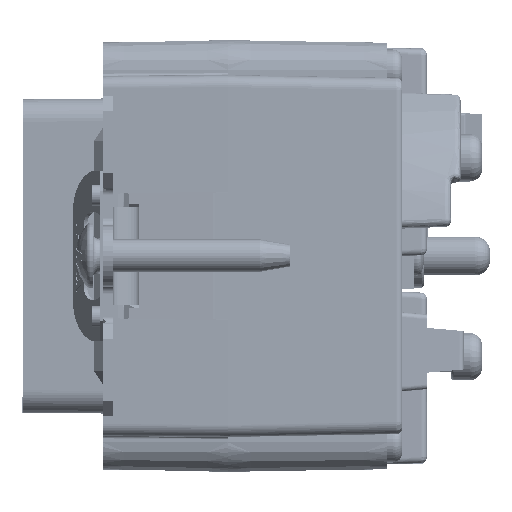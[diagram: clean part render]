
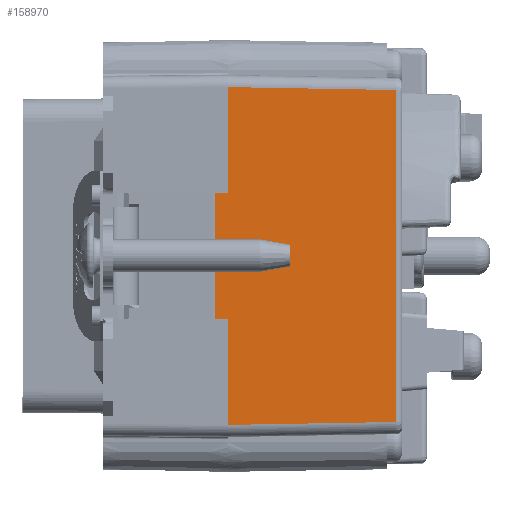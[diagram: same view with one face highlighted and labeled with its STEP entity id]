
A CAD part, left-side view. The second image highlights one B-rep face of the part: STEP entity #158970.
In plain terms, the highlighted planar face has unit normal (-1, -0.018, 0).
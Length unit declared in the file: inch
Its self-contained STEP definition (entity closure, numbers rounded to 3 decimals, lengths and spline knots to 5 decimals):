
#4124 = CARTESIAN_POINT ( 'NONE',  ( -1.27808, 0.496, 0.69496 ) ) ;
#8119 = CARTESIAN_POINT ( 'NONE',  ( -1.27808, 0.496, 0.26023 ) ) ;
#18632 = ORIENTED_EDGE ( 'NONE', *, *, #69068, .F. ) ;
#20841 = CARTESIAN_POINT ( 'NONE',  ( -1.27808, 0.496, -0.25977 ) ) ;
#44525 = CARTESIAN_POINT ( 'NONE',  ( -1.27904, 0.551, 0.25831 ) ) ;
#45992 = ORIENTED_EDGE ( 'NONE', *, *, #182153, .T. ) ;
#47348 = EDGE_LOOP ( 'NONE', ( #356140, #18632, #151613, #45992, #252690, #382135, #117708, #177215 ) ) ;
#47870 = VERTEX_POINT ( 'NONE', #358403 ) ;
#52986 = PLANE ( 'NONE',  #256410 ) ;
#61097 = EDGE_CURVE ( 'NONE', #125926, #167893, #203031, .T. ) ;
#63696 = DIRECTION ( 'NONE',  ( 0.017, -1., 0.017 ) ) ;
#67578 = LINE ( 'NONE', #315251, #270441 ) ;
#69068 = EDGE_CURVE ( 'NONE', #104790, #330270, #256679, .T. ) ;
#69807 = CARTESIAN_POINT ( 'NONE',  ( -1.27808, 0.496, -0.69451 ) ) ;
#77207 = DIRECTION ( 'NONE',  ( 0., 0., -1. ) ) ;
#90887 = CARTESIAN_POINT ( 'NONE',  ( -1.27808, 0.496, 0.7385 ) ) ;
#92936 = LINE ( 'NONE', #90887, #123045 ) ;
#98905 = CARTESIAN_POINT ( 'NONE',  ( -1.26599, -0.19644, 0.68288 ) ) ;
#98960 = VECTOR ( 'NONE', #160884, 39.37008 ) ;
#104790 = VERTEX_POINT ( 'NONE', #98905 ) ;
#110128 = VECTOR ( 'NONE', #238111, 39.37008 ) ;
#112034 = CARTESIAN_POINT ( 'NONE',  ( -1.27904, 0.551, -0.25785 ) ) ;
#114614 = VERTEX_POINT ( 'NONE', #4124 ) ;
#117025 = EDGE_CURVE ( 'NONE', #214009, #374301, #290802, .T. ) ;
#117708 = ORIENTED_EDGE ( 'NONE', *, *, #147722, .T. ) ;
#123045 = VECTOR ( 'NONE', #216793, 39.37008 ) ;
#125926 = VERTEX_POINT ( 'NONE', #20841 ) ;
#143050 = LINE ( 'NONE', #112034, #110128 ) ;
#147722 = EDGE_CURVE ( 'NONE', #47870, #125926, #143050, .T. ) ;
#151613 = ORIENTED_EDGE ( 'NONE', *, *, #372377, .T. ) ;
#155675 = CARTESIAN_POINT ( 'NONE',  ( -1.26599, -0.19644, 0.49023 ) ) ;
#158970 = ADVANCED_FACE ( 'NONE', ( #376744 ), #52986, .T. ) ;
#160884 = DIRECTION ( 'NONE',  ( -0.017, 0.999, -0.035 ) ) ;
#165973 = CARTESIAN_POINT ( 'NONE',  ( -1.27808, 0.496, 0.7385 ) ) ;
#167893 = VERTEX_POINT ( 'NONE', #352457 ) ;
#168562 = EDGE_CURVE ( 'NONE', #167893, #330270, #381437, .T. ) ;
#176322 = CARTESIAN_POINT ( 'NONE',  ( -1.27808, 0.496, 0.26023 ) ) ;
#177215 = ORIENTED_EDGE ( 'NONE', *, *, #61097, .T. ) ;
#182153 = EDGE_CURVE ( 'NONE', #114614, #214009, #92936, .T. ) ;
#188586 = DIRECTION ( 'NONE',  ( 0., 0., -1. ) ) ;
#201845 = EDGE_CURVE ( 'NONE', #374301, #47870, #265746, .T. ) ;
#203031 = LINE ( 'NONE', #165973, #257587 ) ;
#205829 = DIRECTION ( 'NONE',  ( 0., 0., -1. ) ) ;
#214009 = VERTEX_POINT ( 'NONE', #176322 ) ;
#216793 = DIRECTION ( 'NONE',  ( 0., 0., -1. ) ) ;
#221744 = CARTESIAN_POINT ( 'NONE',  ( -1.26599, -0.19644, -0.68243 ) ) ;
#238111 = DIRECTION ( 'NONE',  ( 0.017, -0.999, -0.035 ) ) ;
#238904 = CARTESIAN_POINT ( 'NONE',  ( -1.27904, 0.551, 0.7385 ) ) ;
#252690 = ORIENTED_EDGE ( 'NONE', *, *, #117025, .T. ) ;
#256410 = AXIS2_PLACEMENT_3D ( 'NONE', #279867, #405602, #339661 ) ;
#256679 = LINE ( 'NONE', #155675, #288686 ) ;
#257587 = VECTOR ( 'NONE', #77207, 39.37008 ) ;
#259445 = DIRECTION ( 'NONE',  ( -0.017, 1., 0.017 ) ) ;
#265746 = LINE ( 'NONE', #238904, #309075 ) ;
#270441 = VECTOR ( 'NONE', #259445, 39.37008 ) ;
#279867 = CARTESIAN_POINT ( 'NONE',  ( -1.26556, -0.221, 0.7385 ) ) ;
#288686 = VECTOR ( 'NONE', #188586, 39.37008 ) ;
#290802 = LINE ( 'NONE', #8119, #98960 ) ;
#309075 = VECTOR ( 'NONE', #205829, 39.37008 ) ;
#315251 = CARTESIAN_POINT ( 'NONE',  ( -1.26599, -0.19644, 0.68288 ) ) ;
#315864 = VECTOR ( 'NONE', #63696, 39.37008 ) ;
#330270 = VERTEX_POINT ( 'NONE', #221744 ) ;
#339661 = DIRECTION ( 'NONE',  ( -0.017, 1., 0. ) ) ;
#352457 = CARTESIAN_POINT ( 'NONE',  ( -1.27808, 0.496, -0.69451 ) ) ;
#356140 = ORIENTED_EDGE ( 'NONE', *, *, #168562, .T. ) ;
#358403 = CARTESIAN_POINT ( 'NONE',  ( -1.27904, 0.551, -0.25785 ) ) ;
#372377 = EDGE_CURVE ( 'NONE', #104790, #114614, #67578, .T. ) ;
#374301 = VERTEX_POINT ( 'NONE', #44525 ) ;
#376744 = FACE_OUTER_BOUND ( 'NONE', #47348, .T. ) ;
#381437 = LINE ( 'NONE', #69807, #315864 ) ;
#382135 = ORIENTED_EDGE ( 'NONE', *, *, #201845, .T. ) ;
#405602 = DIRECTION ( 'NONE',  ( -1., -0.017, 0. ) ) ;
